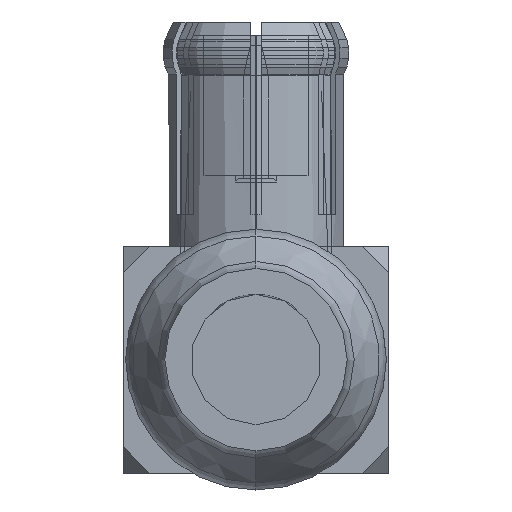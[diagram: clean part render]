
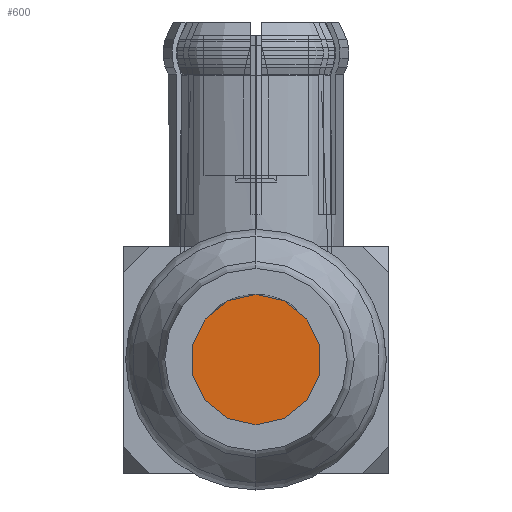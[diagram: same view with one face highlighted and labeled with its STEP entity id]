
A CAD part, front view. The second image highlights one B-rep face of the part: STEP entity #600.
In plain terms, the highlighted planar face has unit normal (0, -1, 0).
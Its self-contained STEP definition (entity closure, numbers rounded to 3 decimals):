
#339 = AXIS2_PLACEMENT_3D ( 'NONE', #1626, #2925, #5932 ) ;
#402 = EDGE_CURVE ( 'Defeature ausgef�hrt3_9+Defeature ausgef�hrt3_8+Defeature ausgef�hrt3_8+Defeature ausgef�hrt3_8', #6905, #999, #1092, .T. ) ;
#600 = ADVANCED_FACE ( 'Defeature ausgef�hrt3_8', ( #6612 ), #2319, .F. ) ;
#705 = CIRCLE ( 'NONE', #339, 1.25 ) ;
#999 = VERTEX_POINT ( 'NONE', #5103 ) ;
#1051 = DIRECTION ( 'NONE',  ( 0., 1., 0. ) ) ;
#1092 = CIRCLE ( 'NONE', #3601, 1.25 ) ;
#1626 = CARTESIAN_POINT ( 'NONE',  ( 0., -1487.5, 0. ) ) ;
#1856 = DIRECTION ( 'NONE',  ( 0., 0., 1. ) ) ;
#2319 = PLANE ( 'NONE',  #6596 ) ;
#2919 = DIRECTION ( 'NONE',  ( 0., 0., 1. ) ) ;
#2925 = DIRECTION ( 'NONE',  ( 0., 1., 0. ) ) ;
#3116 = CARTESIAN_POINT ( 'NONE',  ( 0., -1487.5, 1.25 ) ) ;
#3601 = AXIS2_PLACEMENT_3D ( 'NONE', #3760, #7306, #1856 ) ;
#3760 = CARTESIAN_POINT ( 'NONE',  ( 0., -1487.5, 0. ) ) ;
#4364 = EDGE_CURVE ( 'Defeature ausgef�hrt3_9+Defeature ausgef�hrt3_8+Defeature ausgef�hrt3_8+Defeature ausgef�hrt3_8', #999, #6905, #705, .T. ) ;
#5103 = CARTESIAN_POINT ( 'NONE',  ( 0., -1487.5, -1.25 ) ) ;
#5193 = ORIENTED_EDGE ( 'NONE', *, *, #402, .F. ) ;
#5932 = DIRECTION ( 'NONE',  ( 0., 0., 1. ) ) ;
#6570 = ORIENTED_EDGE ( 'NONE', *, *, #4364, .F. ) ;
#6581 = CARTESIAN_POINT ( 'NONE',  ( 0., -1487.5, 0. ) ) ;
#6596 = AXIS2_PLACEMENT_3D ( 'NONE', #6581, #1051, #2919 ) ;
#6612 = FACE_OUTER_BOUND ( 'NONE', #7691, .T. ) ;
#6905 = VERTEX_POINT ( 'NONE', #3116 ) ;
#7306 = DIRECTION ( 'NONE',  ( 0., 1., 0. ) ) ;
#7691 = EDGE_LOOP ( 'NONE', ( #5193, #6570 ) ) ;
